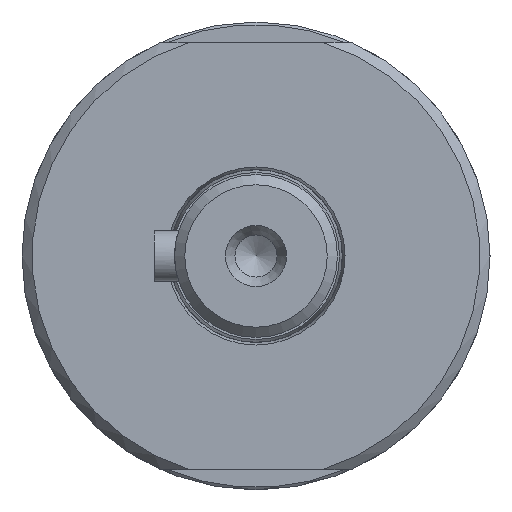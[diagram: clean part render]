
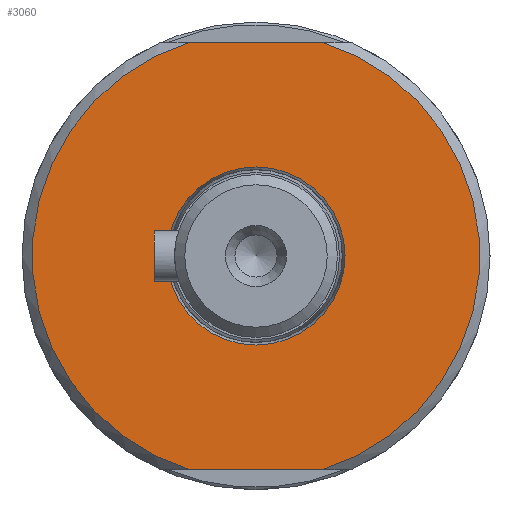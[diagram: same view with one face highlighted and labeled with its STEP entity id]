
A CAD part, left-side view. The second image highlights one B-rep face of the part: STEP entity #3060.
In plain terms, the highlighted planar face has unit normal (-1, 0, 0).
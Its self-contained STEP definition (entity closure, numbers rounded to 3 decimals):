
#98=FACE_BOUND('',#1028,.T.);
#188=PLANE('',#3355);
#416=LINE('',#5125,#658);
#417=LINE('',#5127,#659);
#658=VECTOR('',#4122,10.);
#659=VECTOR('',#4123,10.);
#849=FACE_OUTER_BOUND('',#1027,.T.);
#1027=EDGE_LOOP('',(#2624,#2625,#2626,#2627));
#1028=EDGE_LOOP('',(#2628,#2629));
#1172=CIRCLE('',#3346,8.75);
#1173=CIRCLE('',#3347,8.75);
#1178=CIRCLE('',#3354,22.);
#1179=CIRCLE('',#3356,22.);
#1445=VERTEX_POINT('',#5098);
#1446=VERTEX_POINT('',#5100);
#1449=VERTEX_POINT('',#5111);
#1452=VERTEX_POINT('',#5118);
#1453=VERTEX_POINT('',#5124);
#1454=VERTEX_POINT('',#5126);
#1845=EDGE_CURVE('',#1446,#1445,#1172,.T.);
#1846=EDGE_CURVE('',#1445,#1446,#1173,.T.);
#1854=EDGE_CURVE('',#1452,#1449,#1178,.T.);
#1855=EDGE_CURVE('',#1453,#1449,#416,.T.);
#1856=EDGE_CURVE('',#1452,#1454,#417,.T.);
#1857=EDGE_CURVE('',#1453,#1454,#1179,.T.);
#2624=ORIENTED_EDGE('',*,*,#1855,.T.);
#2625=ORIENTED_EDGE('',*,*,#1854,.F.);
#2626=ORIENTED_EDGE('',*,*,#1856,.T.);
#2627=ORIENTED_EDGE('',*,*,#1857,.F.);
#2628=ORIENTED_EDGE('',*,*,#1845,.T.);
#2629=ORIENTED_EDGE('',*,*,#1846,.T.);
#3060=ADVANCED_FACE('',(#849,#98),#188,.T.);
#3346=AXIS2_PLACEMENT_3D('',#5101,#4101,#4102);
#3347=AXIS2_PLACEMENT_3D('',#5102,#4103,#4104);
#3354=AXIS2_PLACEMENT_3D('',#5122,#4118,#4119);
#3355=AXIS2_PLACEMENT_3D('',#5123,#4120,#4121);
#3356=AXIS2_PLACEMENT_3D('',#5128,#4124,#4125);
#4101=DIRECTION('center_axis',(1.,0.,0.));
#4102=DIRECTION('ref_axis',(0.,-1.,0.));
#4103=DIRECTION('center_axis',(1.,0.,0.));
#4104=DIRECTION('ref_axis',(0.,-1.,0.));
#4118=DIRECTION('center_axis',(1.,0.,0.));
#4119=DIRECTION('ref_axis',(0.,-1.,0.));
#4120=DIRECTION('center_axis',(-1.,0.,0.));
#4121=DIRECTION('ref_axis',(0.,0.,-1.));
#4122=DIRECTION('',(0.,1.,0.));
#4123=DIRECTION('',(0.,-1.,0.));
#4124=DIRECTION('center_axis',(1.,0.,0.));
#4125=DIRECTION('ref_axis',(0.,-1.,0.));
#5098=CARTESIAN_POINT('',(-105.5,8.75,0.));
#5100=CARTESIAN_POINT('',(-105.5,-8.75,0.));
#5101=CARTESIAN_POINT('Origin',(-105.5,0.,0.));
#5102=CARTESIAN_POINT('Origin',(-105.5,0.,0.));
#5111=CARTESIAN_POINT('',(-105.5,6.557,21.));
#5118=CARTESIAN_POINT('',(-105.5,6.557,-21.));
#5122=CARTESIAN_POINT('Origin',(-105.5,0.,0.));
#5123=CARTESIAN_POINT('Origin',(-105.5,-15.375,0.));
#5124=CARTESIAN_POINT('',(-105.5,-6.557,21.));
#5125=CARTESIAN_POINT('',(-105.5,0.91,21.));
#5126=CARTESIAN_POINT('',(-105.5,-6.557,-21.));
#5127=CARTESIAN_POINT('',(-105.5,-15.688,-21.));
#5128=CARTESIAN_POINT('Origin',(-105.5,0.,0.));
